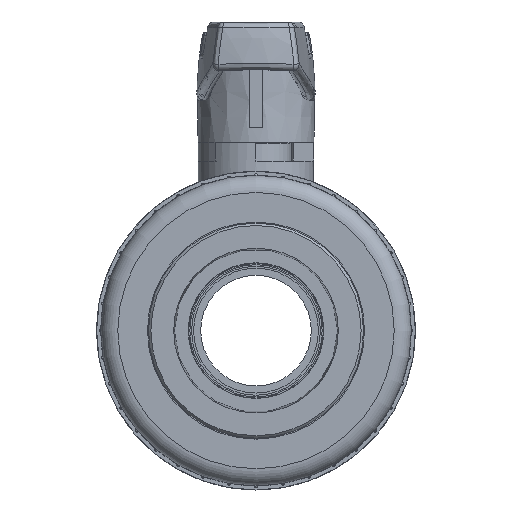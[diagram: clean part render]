
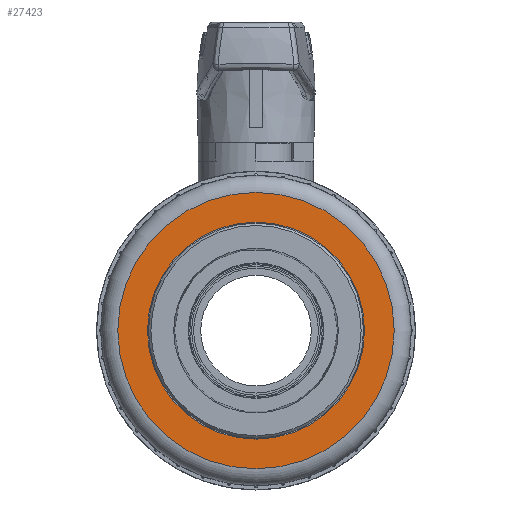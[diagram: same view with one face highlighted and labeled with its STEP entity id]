
A CAD part, left-side view. The second image highlights one B-rep face of the part: STEP entity #27423.
In plain terms, the highlighted face is planar.
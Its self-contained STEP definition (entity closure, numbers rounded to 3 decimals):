
#6435=FACE_BOUND('',#8241,.T.);
#6617=FACE_OUTER_BOUND('',#8240,.T.);
#8240=EDGE_LOOP('',(#18493));
#8241=EDGE_LOOP('',(#18494));
#10083=CIRCLE('',#29208,29.34);
#10084=CIRCLE('',#29209,23.04);
#11187=VERTEX_POINT('',#40975);
#11188=VERTEX_POINT('',#40977);
#14099=EDGE_CURVE('',#11187,#11187,#10083,.T.);
#14100=EDGE_CURVE('',#11188,#11188,#10084,.T.);
#18493=ORIENTED_EDGE('',*,*,#14099,.T.);
#18494=ORIENTED_EDGE('',*,*,#14100,.T.);
#26763=PLANE('',#29207);
#27423=ADVANCED_FACE('',(#6617,#6435),#26763,.F.);
#29207=AXIS2_PLACEMENT_3D('',#40974,#31736,#31737);
#29208=AXIS2_PLACEMENT_3D('',#40976,#31738,#31739);
#29209=AXIS2_PLACEMENT_3D('',#40978,#31740,#31741);
#31736=DIRECTION('center_axis',(-1.,0.,0.));
#31737=DIRECTION('ref_axis',(0.,1.,0.));
#31738=DIRECTION('center_axis',(1.,0.,0.));
#31739=DIRECTION('ref_axis',(0.,-1.,0.));
#31740=DIRECTION('center_axis',(-1.,0.,0.));
#31741=DIRECTION('ref_axis',(0.,0.,-1.));
#40974=CARTESIAN_POINT('Origin',(-605.74,-34.19,0.));
#40975=CARTESIAN_POINT('',(-605.74,-30.59,0.));
#40976=CARTESIAN_POINT('Origin',(-605.74,-1.25,0.));
#40977=CARTESIAN_POINT('',(-605.74,-1.25,-23.04));
#40978=CARTESIAN_POINT('Origin',(-605.74,-1.25,0.));
